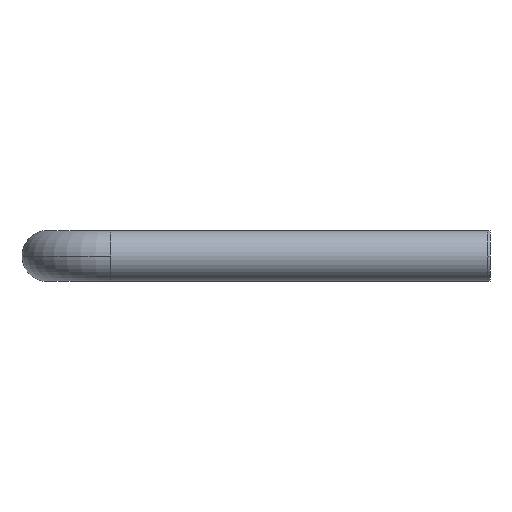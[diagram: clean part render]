
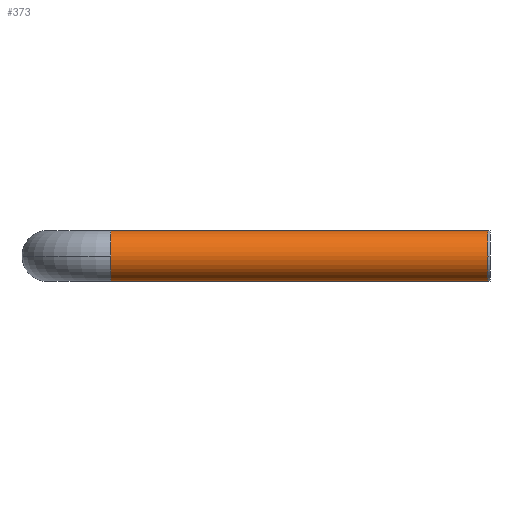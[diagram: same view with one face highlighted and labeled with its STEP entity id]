
A CAD part, left-side view. The second image highlights one B-rep face of the part: STEP entity #373.
In plain terms, the highlighted cylindrical face has radius 0.3 mm (diameter 0.6 mm), a partial arc.
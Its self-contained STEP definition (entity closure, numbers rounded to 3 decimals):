
#8 = CARTESIAN_POINT ( 'NONE',  ( 0., 0., 0. ) ) ;
#27 = VERTEX_POINT ( 'NONE', #173 ) ;
#36 = ORIENTED_EDGE ( 'NONE', *, *, #130, .F. ) ;
#41 = VECTOR ( 'NONE', #44, 1000. ) ;
#44 = DIRECTION ( 'NONE',  ( 0., 1., 0. ) ) ;
#47 = VERTEX_POINT ( 'NONE', #257 ) ;
#48 = CARTESIAN_POINT ( 'NONE',  ( 0., 1.85, 0. ) ) ;
#58 = ORIENTED_EDGE ( 'NONE', *, *, #207, .F. ) ;
#60 = EDGE_CURVE ( 'NONE', #189, #237, #62, .T. ) ;
#62 = LINE ( 'NONE', #384, #41 ) ;
#65 = DIRECTION ( 'NONE',  ( 0., 1., 0. ) ) ;
#68 = AXIS2_PLACEMENT_3D ( 'NONE', #8, #163, #320 ) ;
#76 = VERTEX_POINT ( 'NONE', #211 ) ;
#94 = CIRCLE ( 'NONE', #183, 0.3 ) ;
#96 = DIRECTION ( 'NONE',  ( 0., 0., -1. ) ) ;
#97 = CARTESIAN_POINT ( 'NONE',  ( 0., 1.85, 0. ) ) ;
#101 = DIRECTION ( 'NONE',  ( 0., 0., 1. ) ) ;
#102 = EDGE_CURVE ( 'NONE', #237, #76, #378, .T. ) ;
#125 = ORIENTED_EDGE ( 'NONE', *, *, #129, .T. ) ;
#127 = ORIENTED_EDGE ( 'NONE', *, *, #60, .F. ) ;
#129 = EDGE_CURVE ( 'NONE', #27, #47, #195, .T. ) ;
#130 = EDGE_CURVE ( 'NONE', #27, #189, #302, .T. ) ;
#136 = ORIENTED_EDGE ( 'NONE', *, *, #102, .F. ) ;
#138 = FACE_OUTER_BOUND ( 'NONE', #185, .T. ) ;
#163 = DIRECTION ( 'NONE',  ( 0., 1., 0. ) ) ;
#173 = CARTESIAN_POINT ( 'NONE',  ( 0., -2.6, 0.3 ) ) ;
#183 = AXIS2_PLACEMENT_3D ( 'NONE', #48, #325, #393 ) ;
#185 = EDGE_LOOP ( 'NONE', ( #127, #36, #125, #58, #136 ) ) ;
#189 = VERTEX_POINT ( 'NONE', #202 ) ;
#195 = LINE ( 'NONE', #272, #380 ) ;
#202 = CARTESIAN_POINT ( 'NONE',  ( 0., -2.6, -0.3 ) ) ;
#207 = EDGE_CURVE ( 'NONE', #76, #47, #94, .T. ) ;
#211 = CARTESIAN_POINT ( 'NONE',  ( -0.3, 1.85, 0. ) ) ;
#222 = DIRECTION ( 'NONE',  ( 0., -1., 0. ) ) ;
#237 = VERTEX_POINT ( 'NONE', #270 ) ;
#254 = CYLINDRICAL_SURFACE ( 'NONE', #68, 0.3 ) ;
#257 = CARTESIAN_POINT ( 'NONE',  ( 0., 1.85, 0.3 ) ) ;
#270 = CARTESIAN_POINT ( 'NONE',  ( 0., 1.85, -0.3 ) ) ;
#272 = CARTESIAN_POINT ( 'NONE',  ( 0., 0., 0.3 ) ) ;
#302 = CIRCLE ( 'NONE', #345, 0.3 ) ;
#320 = DIRECTION ( 'NONE',  ( 0., 0., 1. ) ) ;
#325 = DIRECTION ( 'NONE',  ( 0., 1., 0. ) ) ;
#336 = DIRECTION ( 'NONE',  ( 0., 1., 0. ) ) ;
#337 = AXIS2_PLACEMENT_3D ( 'NONE', #97, #65, #101 ) ;
#345 = AXIS2_PLACEMENT_3D ( 'NONE', #375, #222, #96 ) ;
#373 = ADVANCED_FACE ( 'NONE', ( #138 ), #254, .T. ) ;
#375 = CARTESIAN_POINT ( 'NONE',  ( 0., -2.6, 0. ) ) ;
#378 = CIRCLE ( 'NONE', #337, 0.3 ) ;
#380 = VECTOR ( 'NONE', #336, 1000. ) ;
#384 = CARTESIAN_POINT ( 'NONE',  ( 0., 0., -0.3 ) ) ;
#393 = DIRECTION ( 'NONE',  ( 0., 0., 1. ) ) ;
